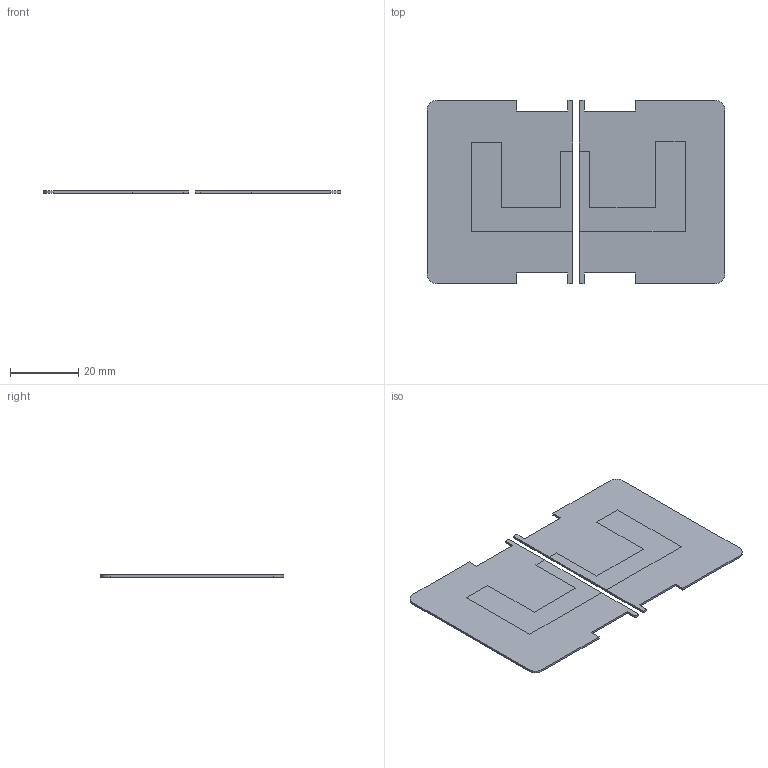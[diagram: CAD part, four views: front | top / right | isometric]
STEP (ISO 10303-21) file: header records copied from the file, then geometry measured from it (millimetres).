
FILE_DESCRIPTION(/* description */ (''),/* implementation_level */ '2;1');
FILE_NAME(/* name */ 'Flap DEF.step',/* time_stamp */ '2021-09-18T09:21:57+12:00',/* author */ (''),/* organization */ (''),/* preprocessor_version */ 'ST-DEVELOPER v18.1',/* originating_system */ 'Autodesk Translation Framework v10.10.0.1391',/* authorisation */ '');
FILE_SCHEMA (('AUTOMOTIVE_DESIGN { 1 0 10303 214 3 1 1 }'));
Length unit declared in the file: millimetre
Products named in the file (1): Flap DEF
Bounding box: 87.6 x 54 x 0.6 mm (x, y, z)
Volume: 2653.6 mm3; surface area: 12627.6 mm2
Topology: 6 solids, 6 shells, 110 faces, 294 edges, 196 vertices
Faces by surface type: plane 96, bspline 10, cylinder 4
Entity records: 3608 total; most frequent: CARTESIAN_POINT 871, ORIENTED_EDGE 588, DIRECTION 484, EDGE_CURVE 294, LINE 266, VECTOR 266, VERTEX_POINT 196, FACE_OUTER_BOUND 110
